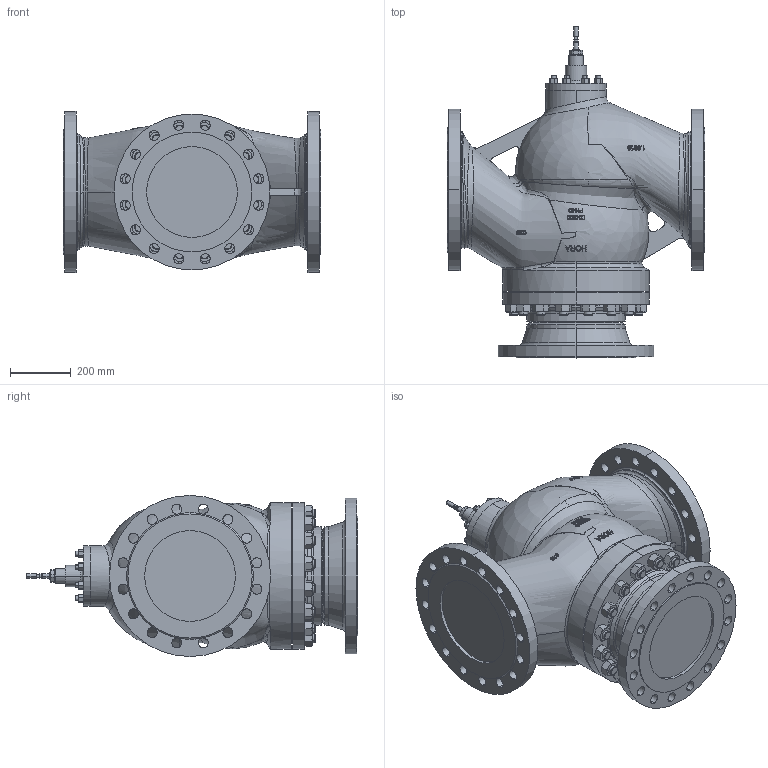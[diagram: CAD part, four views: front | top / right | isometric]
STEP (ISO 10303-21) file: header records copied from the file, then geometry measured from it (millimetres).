
FILE_DESCRIPTION (( 'STEP AP203' ), '1' );
FILE_NAME ('BR340S DN300 XXX PN40 for MC_STEP (Defeature).STEP', '2015-03-11T09:47:26', ( 'HORA' ), ( 'Holter Regelamaturen GmbH & Co. KG' ), 'SwSTEP 2.0', 'SolidWorks 2014', '' );
FILE_SCHEMA (( 'CONFIG_CONTROL_DESIGN' ));
Products named in the file (1): BR340S DN300 XXX PN40 for MC_STEP (Defeature)
Bounding box: 850 x 1096 x 532 mm (x, y, z)
Volume: 176033755.9 mm3; surface area: 3363854.1 mm2
Topology: 2 solids, 2 shells, 1369 faces, 3442 edges, 2154 vertices
Faces by surface type: plane 416, cone 389, cylinder 260, bspline 213, torus 63, sphere 28
Entity records: 240595 total; most frequent: CARTESIAN_POINT 209439, ORIENTED_EDGE 6848, DIRECTION 5935, EDGE_CURVE 3424, AXIS2_PLACEMENT_3D 2513, VERTEX_POINT 2146, EDGE_LOOP 1588, ADVANCED_FACE 1369
